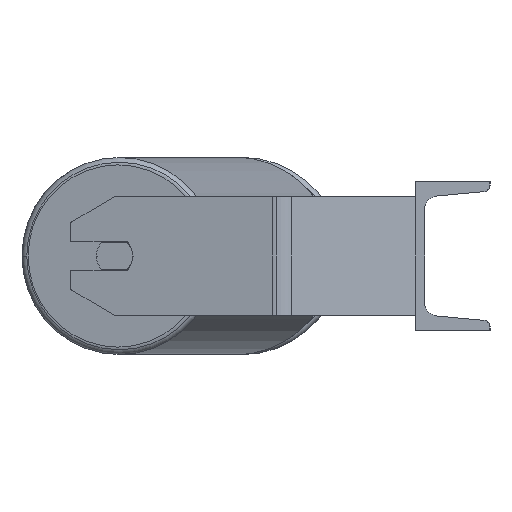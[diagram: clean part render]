
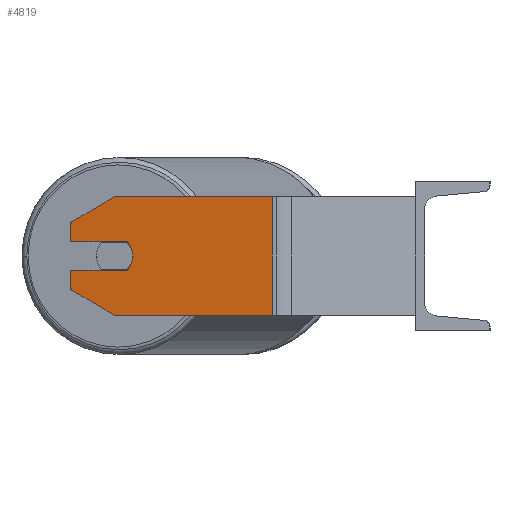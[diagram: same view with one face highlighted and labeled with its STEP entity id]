
A CAD part, left-side view. The second image highlights one B-rep face of the part: STEP entity #4819.
In plain terms, the highlighted planar face has unit normal (-0.985, 0.174, 0).
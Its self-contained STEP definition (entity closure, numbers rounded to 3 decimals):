
#379 = EDGE_CURVE ( 'NONE', #4195, #783, #7922, .T. ) ;
#557 = DIRECTION ( 'NONE',  ( 0.174, 0.985, 0. ) ) ;
#595 = AXIS2_PLACEMENT_3D ( 'NONE', #6262, #1889, #557 ) ;
#650 = DIRECTION ( 'NONE',  ( 0., 0., -1. ) ) ;
#690 = CARTESIAN_POINT ( 'NONE',  ( -734.864, 232.958, 40. ) ) ;
#764 = EDGE_CURVE ( 'NONE', #7030, #6242, #4251, .T. ) ;
#783 = VERTEX_POINT ( 'NONE', #5319 ) ;
#896 = DIRECTION ( 'NONE',  ( 0.174, 0.985, 0. ) ) ;
#933 = DIRECTION ( 'NONE',  ( 0., 0., -1. ) ) ;
#1016 = CARTESIAN_POINT ( 'NONE',  ( -758.853, 96.906, -40. ) ) ;
#1086 = ORIENTED_EDGE ( 'NONE', *, *, #5960, .T. ) ;
#1114 = VECTOR ( 'NONE', #9018, 1000. ) ;
#1367 = EDGE_CURVE ( 'NONE', #8141, #5010, #3334, .T. ) ;
#1395 = LINE ( 'NONE', #690, #1472 ) ;
#1472 = VECTOR ( 'NONE', #650, 1000. ) ;
#1554 = CARTESIAN_POINT ( 'NONE',  ( -734.864, 232.958, 22.679 ) ) ;
#1864 = EDGE_CURVE ( 'NONE', #4216, #6592, #4851, .T. ) ;
#1889 = DIRECTION ( 'NONE',  ( 0.985, -0.174, 0. ) ) ;
#1962 = VERTEX_POINT ( 'NONE', #8765 ) ;
#1996 = ORIENTED_EDGE ( 'NONE', *, *, #2443, .F. ) ;
#2212 = DIRECTION ( 'NONE',  ( -0.174, -0.985, 0. ) ) ;
#2443 = EDGE_CURVE ( 'NONE', #1962, #5730, #8008, .T. ) ;
#2541 = CARTESIAN_POINT ( 'NONE',  ( -740.073, 203.414, 0. ) ) ;
#3219 = VECTOR ( 'NONE', #933, 1000. ) ;
#3255 = DIRECTION ( 'NONE',  ( -0.985, 0.174, 0. ) ) ;
#3267 = FACE_OUTER_BOUND ( 'NONE', #8646, .T. ) ;
#3334 = CIRCLE ( 'NONE', #4525, 12.5 ) ;
#3403 = PLANE ( 'NONE',  #595 ) ;
#3467 = ORIENTED_EDGE ( 'NONE', *, *, #5645, .T. ) ;
#3614 = ORIENTED_EDGE ( 'NONE', *, *, #4883, .F. ) ;
#3649 = VECTOR ( 'NONE', #896, 1000. ) ;
#3686 = CARTESIAN_POINT ( 'NONE',  ( -734.864, 232.958, 9.5 ) ) ;
#3707 = LINE ( 'NONE', #6526, #6942 ) ;
#3708 = CARTESIAN_POINT ( 'NONE',  ( -734.864, 232.958, -9.5 ) ) ;
#3936 = DIRECTION ( 'NONE',  ( -0.174, -0.985, 0. ) ) ;
#3938 = VECTOR ( 'NONE', #3936, 1000. ) ;
#3942 = DIRECTION ( 'NONE',  ( -0.174, -0.985, 0. ) ) ;
#4102 = ORIENTED_EDGE ( 'NONE', *, *, #379, .T. ) ;
#4195 = VERTEX_POINT ( 'NONE', #7536 ) ;
#4216 = VERTEX_POINT ( 'NONE', #5650 ) ;
#4251 = LINE ( 'NONE', #4698, #1114 ) ;
#4311 = ORIENTED_EDGE ( 'NONE', *, *, #1367, .F. ) ;
#4477 = EDGE_CURVE ( 'NONE', #6344, #8141, #8911, .T. ) ;
#4525 = AXIS2_PLACEMENT_3D ( 'NONE', #2541, #3255, #7409 ) ;
#4562 = CARTESIAN_POINT ( 'NONE',  ( -741.484, 195.413, -9.5 ) ) ;
#4628 = VECTOR ( 'NONE', #7172, 1000. ) ;
#4646 = CARTESIAN_POINT ( 'NONE',  ( -734.864, 232.958, 9.5 ) ) ;
#4698 = CARTESIAN_POINT ( 'NONE',  ( -758.853, 96.906, 40. ) ) ;
#4819 = ADVANCED_FACE ( 'NONE', ( #3267 ), #3403, .F. ) ;
#4824 = ORIENTED_EDGE ( 'NONE', *, *, #7953, .F. ) ;
#4851 = LINE ( 'NONE', #4981, #6795 ) ;
#4883 = EDGE_CURVE ( 'NONE', #5010, #1962, #7504, .T. ) ;
#4981 = CARTESIAN_POINT ( 'NONE',  ( -734.864, 232.958, 22.679 ) ) ;
#5010 = VERTEX_POINT ( 'NONE', #7492 ) ;
#5187 = VECTOR ( 'NONE', #5387, 1000. ) ;
#5319 = CARTESIAN_POINT ( 'NONE',  ( -740.073, 203.414, -40. ) ) ;
#5387 = DIRECTION ( 'NONE',  ( -0.174, -0.985, 0. ) ) ;
#5645 = EDGE_CURVE ( 'NONE', #6344, #4195, #6445, .T. ) ;
#5650 = CARTESIAN_POINT ( 'NONE',  ( -740.073, 203.414, 40. ) ) ;
#5717 = CARTESIAN_POINT ( 'NONE',  ( -740.073, 203.414, -40. ) ) ;
#5730 = VERTEX_POINT ( 'NONE', #4646 ) ;
#5821 = DIRECTION ( 'NONE',  ( 0.15, 0.853, -0.5 ) ) ;
#5960 = EDGE_CURVE ( 'NONE', #6592, #5730, #1395, .T. ) ;
#6067 = LINE ( 'NONE', #6787, #5187 ) ;
#6129 = ORIENTED_EDGE ( 'NONE', *, *, #8467, .T. ) ;
#6141 = ORIENTED_EDGE ( 'NONE', *, *, #1864, .T. ) ;
#6242 = VERTEX_POINT ( 'NONE', #1016 ) ;
#6262 = CARTESIAN_POINT ( 'NONE',  ( -734.864, 232.958, 40. ) ) ;
#6344 = VERTEX_POINT ( 'NONE', #3708 ) ;
#6445 = LINE ( 'NONE', #8596, #3219 ) ;
#6526 = CARTESIAN_POINT ( 'NONE',  ( -734.864, 232.958, -40. ) ) ;
#6592 = VERTEX_POINT ( 'NONE', #1554 ) ;
#6714 = CARTESIAN_POINT ( 'NONE',  ( -758.853, 96.906, 40. ) ) ;
#6787 = CARTESIAN_POINT ( 'NONE',  ( -734.864, 232.958, 40. ) ) ;
#6795 = VECTOR ( 'NONE', #5821, 1000. ) ;
#6888 = ORIENTED_EDGE ( 'NONE', *, *, #764, .F. ) ;
#6942 = VECTOR ( 'NONE', #2212, 1000. ) ;
#6955 = CARTESIAN_POINT ( 'NONE',  ( -740.073, 203.414, 0. ) ) ;
#7030 = VERTEX_POINT ( 'NONE', #6714 ) ;
#7172 = DIRECTION ( 'NONE',  ( -0.15, -0.853, -0.5 ) ) ;
#7209 = ORIENTED_EDGE ( 'NONE', *, *, #4477, .F. ) ;
#7409 = DIRECTION ( 'NONE',  ( -0.174, -0.985, 0. ) ) ;
#7492 = CARTESIAN_POINT ( 'NONE',  ( -742.244, 191.103, 0. ) ) ;
#7504 = CIRCLE ( 'NONE', #7667, 12.5 ) ;
#7536 = CARTESIAN_POINT ( 'NONE',  ( -734.864, 232.958, -22.679 ) ) ;
#7667 = AXIS2_PLACEMENT_3D ( 'NONE', #6955, #8960, #3942 ) ;
#7922 = LINE ( 'NONE', #5717, #4628 ) ;
#7953 = EDGE_CURVE ( 'NONE', #4216, #7030, #6067, .T. ) ;
#8008 = LINE ( 'NONE', #3686, #3649 ) ;
#8141 = VERTEX_POINT ( 'NONE', #4562 ) ;
#8160 = CARTESIAN_POINT ( 'NONE',  ( -741.484, 195.413, -9.5 ) ) ;
#8467 = EDGE_CURVE ( 'NONE', #783, #6242, #3707, .T. ) ;
#8596 = CARTESIAN_POINT ( 'NONE',  ( -734.864, 232.958, 40. ) ) ;
#8646 = EDGE_LOOP ( 'NONE', ( #3467, #4102, #6129, #6888, #4824, #6141, #1086, #1996, #3614, #4311, #7209 ) ) ;
#8765 = CARTESIAN_POINT ( 'NONE',  ( -741.484, 195.413, 9.5 ) ) ;
#8911 = LINE ( 'NONE', #8160, #3938 ) ;
#8960 = DIRECTION ( 'NONE',  ( -0.985, 0.174, 0. ) ) ;
#9018 = DIRECTION ( 'NONE',  ( 0., 0., -1. ) ) ;
